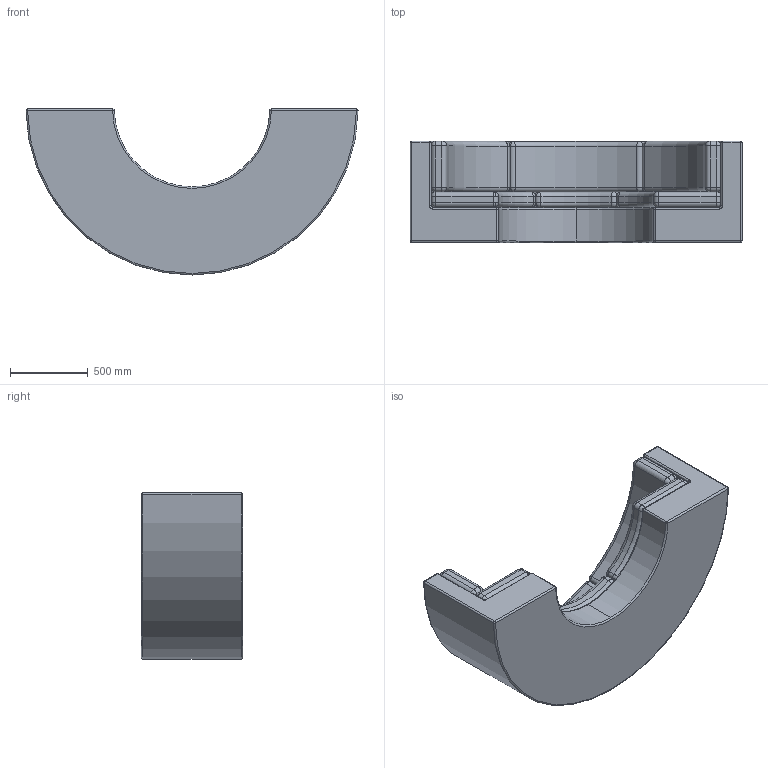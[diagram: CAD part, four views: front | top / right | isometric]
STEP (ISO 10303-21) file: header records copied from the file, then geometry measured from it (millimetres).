
FILE_DESCRIPTION (( 'STEP AP214' ), '1' );
FILE_NAME ('SOFA.STEP', '2020-06-12T13:46:33', ( '' ), ( '' ), 'SwSTEP 2.0', 'SolidWorks 2019', '' );
FILE_SCHEMA (( 'AUTOMOTIVE_DESIGN' ));
Length unit declared in the file: millimetre
Products named in the file (4): encosto; Sofa; SOFA; almofada
Assembly tree (7 placements, depth 2):
  SOFA
    Sofa
    almofada  x3
    encosto  x3
Bounding box: 2133.1 x 650.4 x 1066.6 mm (x, y, z)
Volume: 674963296.7 mm3; surface area: 11637229.8 mm2
Topology: 7 solids, 7 shells, 216 faces, 467 edges, 219 vertices
Faces by surface type: cylinder 83, sphere 70, torus 32, plane 29, bspline 2
Entity records: 3289 total; most frequent: CARTESIAN_POINT 664, DIRECTION 534, ORIENTED_EDGE 386, AXIS2_PLACEMENT_3D 237, EDGE_CURVE 193, CIRCLE 129, FACE_OUTER_BOUND 100, ADVANCED_FACE 100
